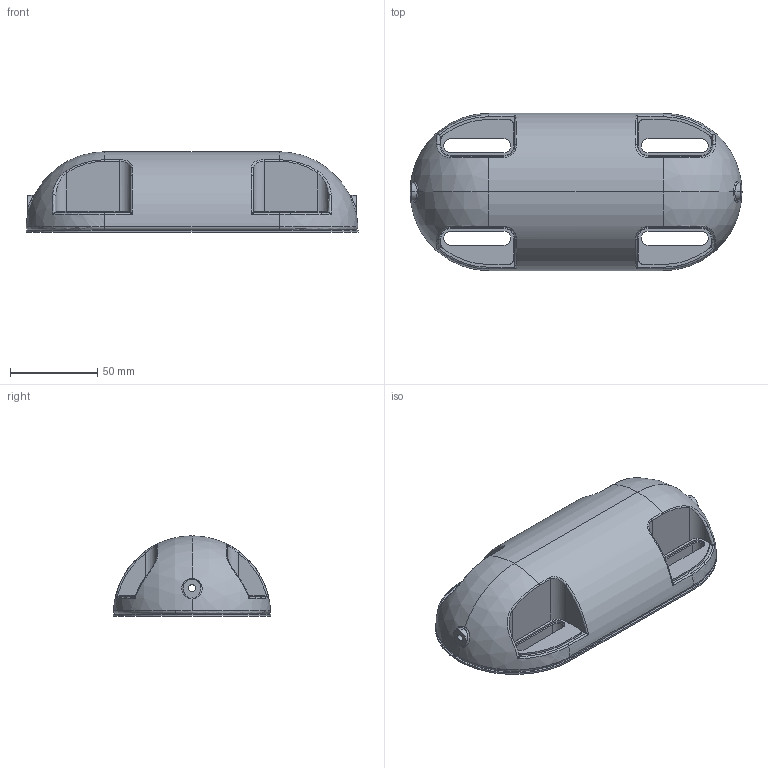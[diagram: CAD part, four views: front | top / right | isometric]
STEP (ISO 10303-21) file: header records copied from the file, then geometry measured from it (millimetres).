
FILE_DESCRIPTION (( 'STEP AP203' ), '1' );
FILE_NAME ('kirilma anahtari_buyuk.STEP', '2023-01-24T18:50:36', ( 'Tasarim' ), ( '' ), 'SwSTEP 2.0', 'SolidWorks 2022', '' );
FILE_SCHEMA (( 'CONFIG_CONTROL_DESIGN' ));
Length unit declared in the file: millimetre
Products named in the file (1): kirilma anahtari_buyuk
Bounding box: 190 x 90 x 46 mm (x, y, z)
Surface area: 64452.5 mm2 (no closed solid volume)
Topology: 0 solids, 6 shells, 206 faces, 565 edges, 352 vertices
Faces by surface type: cylinder 88, plane 50, torus 36, bspline 28, sphere 4
Entity records: 10214 total; most frequent: CARTESIAN_POINT 5093, DIRECTION 1073, ORIENTED_EDGE 980, EDGE_CURVE 561, AXIS2_PLACEMENT_3D 425, VERTEX_POINT 352, CIRCLE 246, EDGE_LOOP 224
